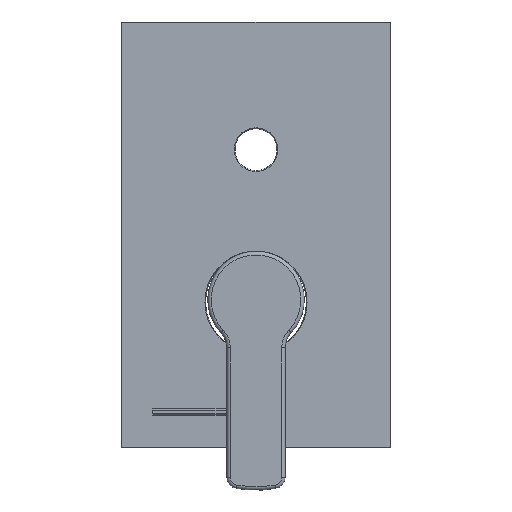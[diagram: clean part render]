
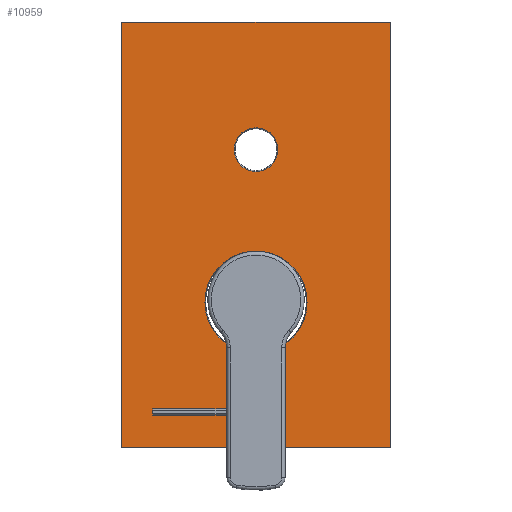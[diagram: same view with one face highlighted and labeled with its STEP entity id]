
A CAD part, top view. The second image highlights one B-rep face of the part: STEP entity #10959.
In plain terms, the highlighted face is planar.
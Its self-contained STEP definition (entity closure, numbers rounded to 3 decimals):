
#10380=CARTESIAN_POINT('',(0.,2.,-30.));
#10381=DIRECTION('',(0.,-1.,0.));
#10382=DIRECTION('',(1.,0.,0.));
#10383=AXIS2_PLACEMENT_3D('',#10380,#10381,#10382);
#10388=CARTESIAN_POINT('',(0.,2.,-30.));
#10389=DIRECTION('',(0.,-1.,0.));
#10390=DIRECTION('',(-1.,0.,0.));
#10391=AXIS2_PLACEMENT_3D('',#10388,#10389,#10390);
#10396=CARTESIAN_POINT('',(0.,2.,38.));
#10397=DIRECTION('',(0.,-1.,0.));
#10398=DIRECTION('',(1.,0.,0.));
#10399=AXIS2_PLACEMENT_3D('',#10396,#10397,#10398);
#10404=CARTESIAN_POINT('',(0.,2.,38.));
#10405=DIRECTION('',(0.,-1.,0.));
#10406=DIRECTION('',(-1.,0.,0.));
#10407=AXIS2_PLACEMENT_3D('',#10404,#10405,#10406);
#10412=DIRECTION('',(0.,0.,1.));
#10413=VECTOR('',#10412,190.);
#10414=CARTESIAN_POINT('',(-60.,2.,-95.));
#10415=LINE('',#10414,#10413);
#10419=DIRECTION('',(-1.,0.,0.));
#10420=VECTOR('',#10419,120.);
#10421=CARTESIAN_POINT('',(60.,2.,-95.));
#10422=LINE('',#10421,#10420);
#10426=DIRECTION('',(0.,0.,-1.));
#10427=VECTOR('',#10426,190.);
#10428=CARTESIAN_POINT('',(60.,2.,95.));
#10429=LINE('',#10428,#10427);
#10433=DIRECTION('',(1.,0.,0.));
#10434=VECTOR('',#10433,120.);
#10435=CARTESIAN_POINT('',(-60.,2.,95.));
#10436=LINE('',#10435,#10434);
#10770=CARTESIAN_POINT('',(22.8,2.,-30.));
#10771=CARTESIAN_POINT('',(-22.8,2.,-30.));
#10772=VERTEX_POINT('',#10770);
#10773=VERTEX_POINT('',#10771);
#10774=CARTESIAN_POINT('',(9.75,2.,38.));
#10775=CARTESIAN_POINT('',(-9.75,2.,38.));
#10776=VERTEX_POINT('',#10774);
#10777=VERTEX_POINT('',#10775);
#10778=CARTESIAN_POINT('',(-60.,2.,-95.));
#10779=CARTESIAN_POINT('',(-60.,2.,95.));
#10780=VERTEX_POINT('',#10778);
#10781=VERTEX_POINT('',#10779);
#10782=CARTESIAN_POINT('',(60.,2.,95.));
#10783=VERTEX_POINT('',#10782);
#10784=CARTESIAN_POINT('',(60.,2.,-95.));
#10785=VERTEX_POINT('',#10784);
#10934=CARTESIAN_POINT('',(0.,2.,0.));
#10935=DIRECTION('',(0.,1.,0.));
#10936=DIRECTION('',(1.,0.,0.));
#10937=AXIS2_PLACEMENT_3D('',#10934,#10935,#10936);
#10938=PLANE('',#10937);
#10940=ORIENTED_EDGE('',*,*,#10939,.F.);
#10942=ORIENTED_EDGE('',*,*,#10941,.F.);
#10944=ORIENTED_EDGE('',*,*,#10943,.F.);
#10946=ORIENTED_EDGE('',*,*,#10945,.F.);
#10947=EDGE_LOOP('',(#10940,#10942,#10944,#10946));
#10948=FACE_OUTER_BOUND('',#10947,.F.);
#10950=ORIENTED_EDGE('',*,*,#10949,.F.);
#10952=ORIENTED_EDGE('',*,*,#10951,.F.);
#10953=EDGE_LOOP('',(#10950,#10952));
#10954=FACE_BOUND('',#10953,.F.);
#10955=ORIENTED_EDGE('',*,*,#10914,.F.);
#10956=ORIENTED_EDGE('',*,*,#10928,.F.);
#10957=EDGE_LOOP('',(#10955,#10956));
#10958=FACE_BOUND('',#10957,.F.);
#10959=ADVANCED_FACE('',(#10948,#10954,#10958),#10938,.T.);
#10384=CIRCLE('',#10383,22.8);
#10392=CIRCLE('',#10391,22.8);
#10400=CIRCLE('',#10399,9.75);
#10408=CIRCLE('',#10407,9.75);
#10914=EDGE_CURVE('',#10772,#10773,#10384,.T.);
#10928=EDGE_CURVE('',#10773,#10772,#10392,.T.);
#10939=EDGE_CURVE('',#10780,#10781,#10415,.T.);
#10941=EDGE_CURVE('',#10785,#10780,#10422,.T.);
#10943=EDGE_CURVE('',#10783,#10785,#10429,.T.);
#10945=EDGE_CURVE('',#10781,#10783,#10436,.T.);
#10949=EDGE_CURVE('',#10776,#10777,#10400,.T.);
#10951=EDGE_CURVE('',#10777,#10776,#10408,.T.);
